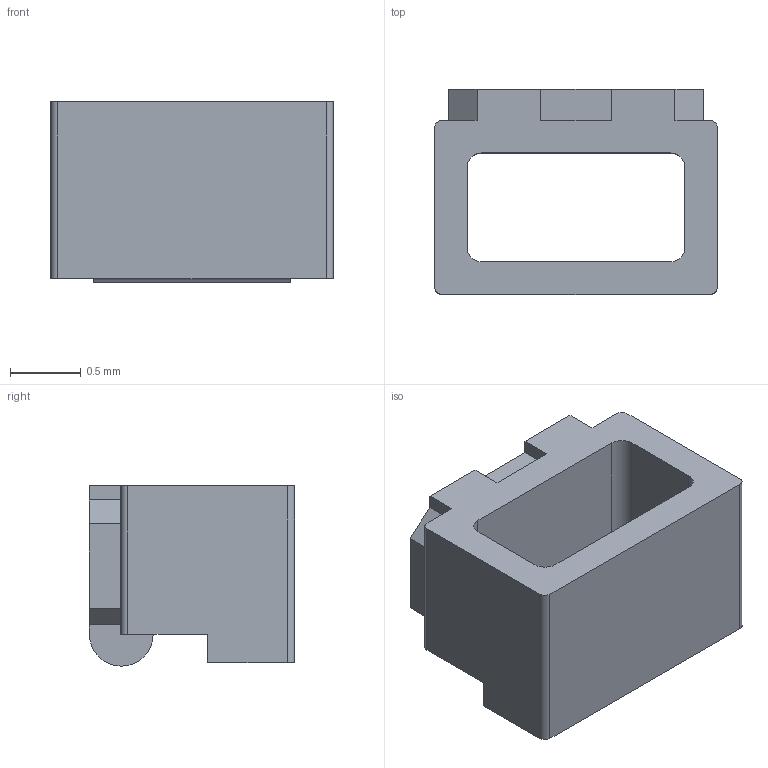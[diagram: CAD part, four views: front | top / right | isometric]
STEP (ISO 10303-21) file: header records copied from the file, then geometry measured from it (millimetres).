
FILE_DESCRIPTION((''),'2;1');
FILE_NAME('C-1625854-2','2015-03-19T',('workeradm'),('Tyco Electronics Ltd.'),'PRO/ENGINEER BY PARAMETRIC TECHNOLOGY CORPORATION, 2014090','PRO/ENGINEER BY PARAMETRIC TECHNOLOGY CORPORATION, 2014090','');
FILE_SCHEMA(('AUTOMOTIVE_DESIGN { 1 0 10303 214 1 1 1 1 }'));
Length unit declared in the file: millimetre
Products named in the file (1): C-1625854-2
Bounding box: 2 x 1.45 x 1.27 mm (x, y, z)
Volume: 2 mm3; surface area: 16.8 mm2
Topology: 1 solids, 1 shells, 39 faces, 112 edges, 74 vertices
Faces by surface type: plane 30, cylinder 9
Entity records: 1448 total; most frequent: CARTESIAN_POINT 227, ORIENTED_EDGE 224, DIRECTION 208, COLOUR_RGB 126, EDGE_CURVE 112, VECTOR 94, LINE 94, VERTEX_POINT 74
